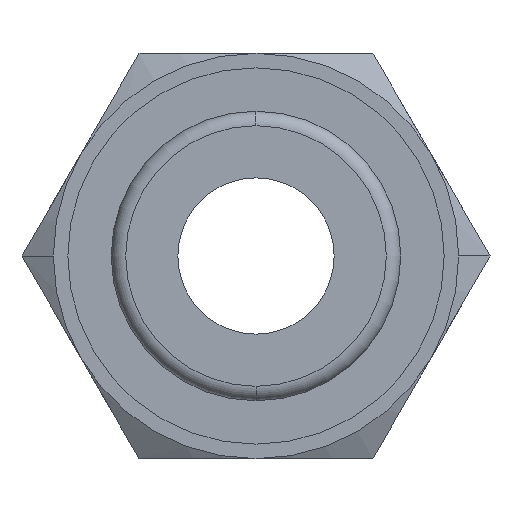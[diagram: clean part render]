
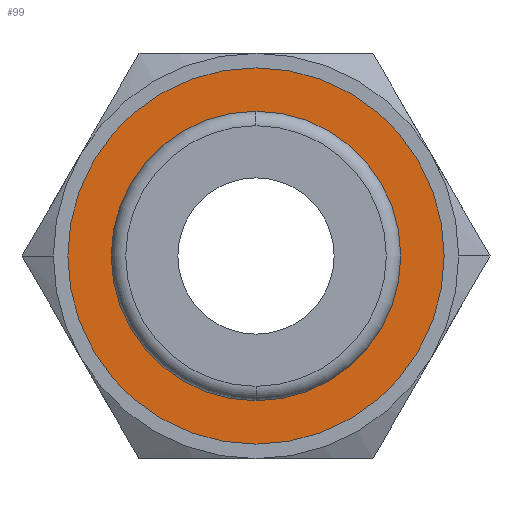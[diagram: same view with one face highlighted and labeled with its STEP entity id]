
A CAD part, front view. The second image highlights one B-rep face of the part: STEP entity #99.
In plain terms, the highlighted planar face has unit normal (0, -1, 0).
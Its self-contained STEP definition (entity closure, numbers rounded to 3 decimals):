
#99=ADVANCED_FACE('',(#224,#225),#226,.T.);
#224=FACE_OUTER_BOUND('',#377,.T.);
#225=FACE_BOUND('',#378,.T.);
#226=PLANE('',#379);
#377=EDGE_LOOP('',(#589,#590));
#378=EDGE_LOOP('',(#591,#592));
#379=AXIS2_PLACEMENT_3D('',#593,#594,#595);
#589=ORIENTED_EDGE('',*,*,#932,.T.);
#590=ORIENTED_EDGE('',*,*,#877,.T.);
#591=ORIENTED_EDGE('',*,*,#933,.F.);
#592=ORIENTED_EDGE('',*,*,#934,.F.);
#593=CARTESIAN_POINT('',(0.0,10.0,0.0));
#594=DIRECTION('',(0.0,-1.0,0.0));
#595=DIRECTION('',(-1.0,0.0,0.0));
#877=EDGE_CURVE('',#1030,#1027,#1031,.T.);
#932=EDGE_CURVE('',#1027,#1030,#1120,.T.);
#933=EDGE_CURVE('',#1121,#1122,#1123,.T.);
#934=EDGE_CURVE('',#1122,#1121,#1124,.T.);
#1027=VERTEX_POINT('',#1246);
#1030=VERTEX_POINT('',#1250);
#1031=CIRCLE('',#1251,3.25);
#1120=CIRCLE('',#1495,3.25);
#1121=VERTEX_POINT('',#1496);
#1122=VERTEX_POINT('',#1497);
#1123=CIRCLE('',#1498,2.5);
#1124=CIRCLE('',#1499,2.5);
#1246=CARTESIAN_POINT('',(3.25,10.0,0.0));
#1250=CARTESIAN_POINT('',(-3.25,10.0,0.));
#1251=AXIS2_PLACEMENT_3D('',#1730,#1731,#1732);
#1495=AXIS2_PLACEMENT_3D('',#1793,#1794,#1795);
#1496=CARTESIAN_POINT('',(-2.5,10.0,0.));
#1497=CARTESIAN_POINT('',(2.5,10.0,0.));
#1498=AXIS2_PLACEMENT_3D('',#1796,#1797,#1798);
#1499=AXIS2_PLACEMENT_3D('',#1799,#1800,#1801);
#1730=CARTESIAN_POINT('',(0.0,10.0,0.0));
#1731=DIRECTION('',(0.0,-1.0,0.0));
#1732=DIRECTION('',(1.0,0.0,0.0));
#1793=CARTESIAN_POINT('',(0.0,10.0,0.0));
#1794=DIRECTION('',(0.0,-1.0,0.0));
#1795=DIRECTION('',(1.0,0.0,0.0));
#1796=CARTESIAN_POINT('',(0.0,10.0,0.0));
#1797=DIRECTION('',(0.0,-1.0,0.0));
#1798=DIRECTION('',(1.0,0.0,0.0));
#1799=CARTESIAN_POINT('',(0.0,10.0,0.0));
#1800=DIRECTION('',(0.0,-1.0,0.0));
#1801=DIRECTION('',(1.0,0.0,0.0));
